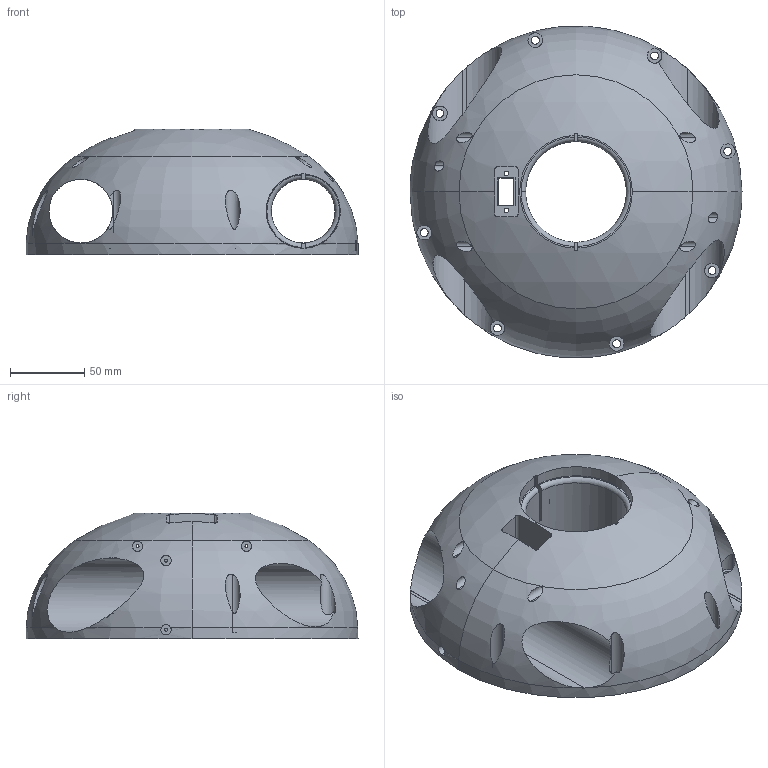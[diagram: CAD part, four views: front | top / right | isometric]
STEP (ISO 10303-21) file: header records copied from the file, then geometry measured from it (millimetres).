
FILE_DESCRIPTION (( 'STEP AP214' ), '1' );
FILE_NAME ('P-1004-P - HAT.STEP', '2025-03-30T03:57:04', ( '' ), ( '' ), 'SwSTEP 2.0', 'SolidWorks 2023', '' );
FILE_SCHEMA (( 'AUTOMOTIVE_DESIGN' ));
Length unit declared in the file: millimetre
Products named in the file (1): P-1004-P - HAT
Bounding box: 224 x 224 x 84.87 mm (x, y, z)
Volume: 1211230.4 mm3; surface area: 207135.5 mm2
Topology: 1 solids, 1 shells, 248 faces, 645 edges, 424 vertices
Faces by surface type: cylinder 129, plane 108, torus 9, sphere 2
Entity records: 9657 total; most frequent: CARTESIAN_POINT 3353, DIRECTION 1327, ORIENTED_EDGE 1290, EDGE_CURVE 645, AXIS2_PLACEMENT_3D 511, VERTEX_POINT 424, EDGE_LOOP 317, VECTOR 305
